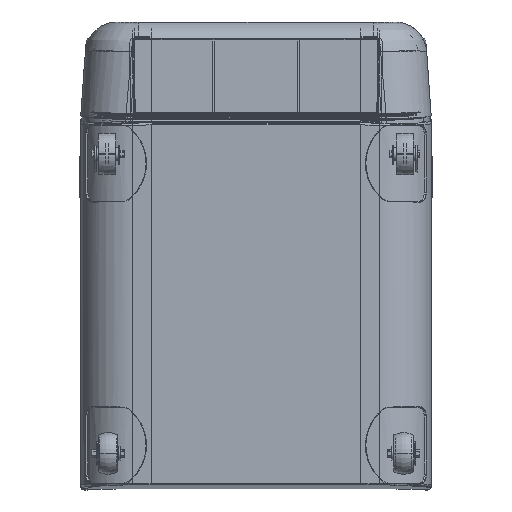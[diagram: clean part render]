
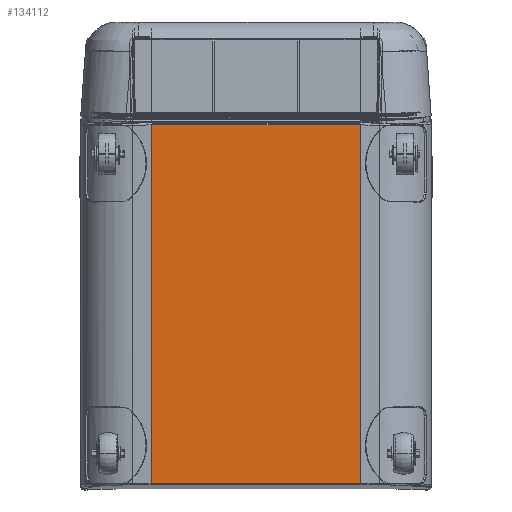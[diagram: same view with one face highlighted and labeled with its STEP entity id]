
A CAD part, front view. The second image highlights one B-rep face of the part: STEP entity #134112.
In plain terms, the highlighted planar face has unit normal (0, -1, 0).
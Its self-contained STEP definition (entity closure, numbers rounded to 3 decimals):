
#7928 = DIRECTION ( 'NONE',  ( 1., 0., 0. ) ) ;
#11392 = ORIENTED_EDGE ( 'NONE', *, *, #11899, .T. ) ;
#11899 = EDGE_CURVE ( 'NONE', #179442, #157692, #98233, .T. ) ;
#19985 = CARTESIAN_POINT ( 'NONE',  ( 125.266, -7.999, -551.341 ) ) ;
#23241 = VECTOR ( 'NONE', #139739, 1000. ) ;
#24462 = AXIS2_PLACEMENT_3D ( 'NONE', #111305, #54750, #70746 ) ;
#24765 = ORIENTED_EDGE ( 'NONE', *, *, #164514, .T. ) ;
#24773 = LINE ( 'NONE', #41690, #41065 ) ;
#28291 = ORIENTED_EDGE ( 'NONE', *, *, #183716, .T. ) ;
#28310 = FACE_OUTER_BOUND ( 'NONE', #95833, .T. ) ;
#34261 = CARTESIAN_POINT ( 'NONE',  ( -125.266, -7.999, -123.029 ) ) ;
#39855 = DIRECTION ( 'NONE',  ( -1., 0., 0. ) ) ;
#41065 = VECTOR ( 'NONE', #39855, 1000. ) ;
#41690 = CARTESIAN_POINT ( 'NONE',  ( 125.266, -7.999, -123.029 ) ) ;
#46599 = CARTESIAN_POINT ( 'NONE',  ( -125.266, -7.999, -551.341 ) ) ;
#47605 = CARTESIAN_POINT ( 'NONE',  ( -123.266, -7.999, -551.341 ) ) ;
#50360 = VECTOR ( 'NONE', #155774, 1000. ) ;
#52748 = VECTOR ( 'NONE', #70639, 1000. ) ;
#53834 = ORIENTED_EDGE ( 'NONE', *, *, #150218, .T. ) ;
#54750 = DIRECTION ( 'NONE',  ( 0., 1., 0. ) ) ;
#54916 = CARTESIAN_POINT ( 'NONE',  ( 125.266, -7.999, -123.029 ) ) ;
#54930 = VERTEX_POINT ( 'NONE', #19985 ) ;
#62421 = VERTEX_POINT ( 'NONE', #46599 ) ;
#64915 = VERTEX_POINT ( 'NONE', #112007 ) ;
#70639 = DIRECTION ( 'NONE',  ( 0., 0., -1. ) ) ;
#70746 = DIRECTION ( 'NONE',  ( 0., 0., 1. ) ) ;
#75889 = LINE ( 'NONE', #47605, #108912 ) ;
#76296 = VERTEX_POINT ( 'NONE', #114413 ) ;
#76698 = DIRECTION ( 'NONE',  ( -1., 0., 0. ) ) ;
#83541 = CARTESIAN_POINT ( 'NONE',  ( 125.266, -7.999, -123.029 ) ) ;
#88335 = EDGE_CURVE ( 'NONE', #64915, #76296, #177564, .T. ) ;
#91359 = VECTOR ( 'NONE', #76698, 1000. ) ;
#94540 = CARTESIAN_POINT ( 'NONE',  ( 123.266, -7.999, -123.029 ) ) ;
#95833 = EDGE_LOOP ( 'NONE', ( #115551, #121154, #53834, #28291, #11392, #24765 ) ) ;
#96608 = EDGE_CURVE ( 'NONE', #76296, #62421, #97065, .T. ) ;
#97065 = LINE ( 'NONE', #167810, #52748 ) ;
#98233 = LINE ( 'NONE', #94540, #23241 ) ;
#108912 = VECTOR ( 'NONE', #7928, 1000. ) ;
#111305 = CARTESIAN_POINT ( 'NONE',  ( 0., -7.999, 0. ) ) ;
#112007 = CARTESIAN_POINT ( 'NONE',  ( -123.266, -7.999, -123.029 ) ) ;
#114413 = CARTESIAN_POINT ( 'NONE',  ( -125.266, -7.999, -123.029 ) ) ;
#115551 = ORIENTED_EDGE ( 'NONE', *, *, #88335, .T. ) ;
#121154 = ORIENTED_EDGE ( 'NONE', *, *, #96608, .T. ) ;
#134112 = ADVANCED_FACE ( 'NONE', ( #28310 ), #183002, .F. ) ;
#139739 = DIRECTION ( 'NONE',  ( -1., 0., 0. ) ) ;
#150218 = EDGE_CURVE ( 'NONE', #62421, #54930, #75889, .T. ) ;
#155774 = DIRECTION ( 'NONE',  ( 0., 0., 1. ) ) ;
#157692 = VERTEX_POINT ( 'NONE', #179297 ) ;
#164514 = EDGE_CURVE ( 'NONE', #157692, #64915, #24773, .T. ) ;
#167810 = CARTESIAN_POINT ( 'NONE',  ( -125.266, -7.999, -551.341 ) ) ;
#177564 = LINE ( 'NONE', #34261, #91359 ) ;
#179297 = CARTESIAN_POINT ( 'NONE',  ( 123.266, -7.999, -123.029 ) ) ;
#179442 = VERTEX_POINT ( 'NONE', #83541 ) ;
#181285 = LINE ( 'NONE', #54916, #50360 ) ;
#183002 = PLANE ( 'NONE',  #24462 ) ;
#183716 = EDGE_CURVE ( 'NONE', #54930, #179442, #181285, .T. ) ;
